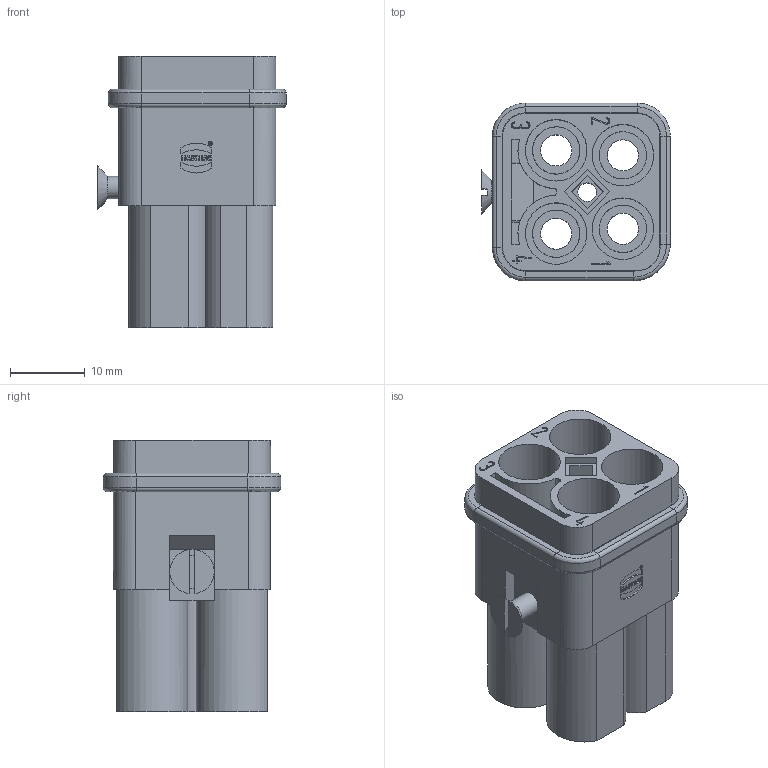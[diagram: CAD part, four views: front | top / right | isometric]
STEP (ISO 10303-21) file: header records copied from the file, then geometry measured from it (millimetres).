
FILE_DESCRIPTION(/* description */ (''),/* implementation_level */ '2;1');
FILE_NAME(/* name */ '100516597ugm000_c.stp',/* time_stamp */ '2019-10-28T13:37:13+01:00',/* author */ (''),/* organization */ (''),/* preprocessor_version */ 'ST-DEVELOPER v16.7',/* originating_system */ 'SIEMENS PLM Software NX 12.0',/* authorisation */ '');
FILE_SCHEMA (('AUTOMOTIVE_DESIGN { 1 0 10303 214 3 1 1 1 }'));
Length unit declared in the file: millimetre
Products named in the file (1): 100516597ugm000_c
Bounding box: 25.12 x 23.7 x 36.25 mm (x, y, z)
Volume: 8396.1 mm3; surface area: 8606.5 mm2
Topology: 1 solids, 1 shells, 359 faces, 1016 edges, 781 vertices
Faces by surface type: plane 238, cylinder 53, bspline 48, cone 14, revolution 4, extrusion 2
Full cylindrical faces by diameter (mm): 0.455 x1, 0.538 x1, 2.5 x1, 3 x1, 4.15 x4, 6.3 x8, 8.2 x4
Entity records: 15092 total; most frequent: CARTESIAN_POINT 3626, ORIENTED_EDGE 1780, DIRECTION 1632, EDGE_CURVE 890, VECTOR 654, LINE 652, VERTEX_POINT 590, AXIS2_PLACEMENT_3D 487
